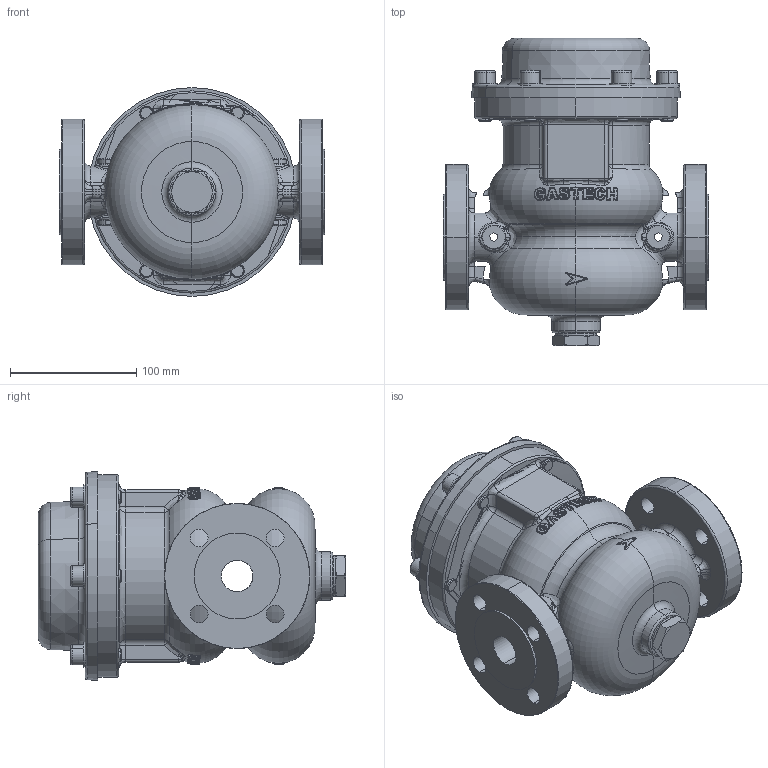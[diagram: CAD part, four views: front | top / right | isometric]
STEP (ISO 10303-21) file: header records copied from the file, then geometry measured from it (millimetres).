
FILE_DESCRIPTION (( 'STEP AP203' ), '1' );
FILE_NAME ('GS25.STEP', '2023-09-20T08:10:08', ( '' ), ( '' ), 'SwSTEP 2.0', 'SolidWorks 2018', '' );
FILE_SCHEMA (( 'CONFIG_CONTROL_DESIGN' ));
Products named in the file (1): GS25
Bounding box: 210 x 243.02 x 165.05 mm (x, y, z)
Surface area: 226523.2 mm2 (no closed solid volume)
Topology: 0 solids, 44 shells, 983 faces, 3211 edges, 2182 vertices
Faces by surface type: bspline 613, cylinder 120, plane 89, torus 86, cone 48, sphere 27
Entity records: 62799 total; most frequent: CARTESIAN_POINT 40833, ORIENTED_EDGE 4779, DIRECTION 3250, EDGE_CURVE 3167, VERTEX_POINT 2182, B_SPLINE_CURVE_WITH_KNOTS 1754, AXIS2_PLACEMENT_3D 1466, CIRCLE 1095
